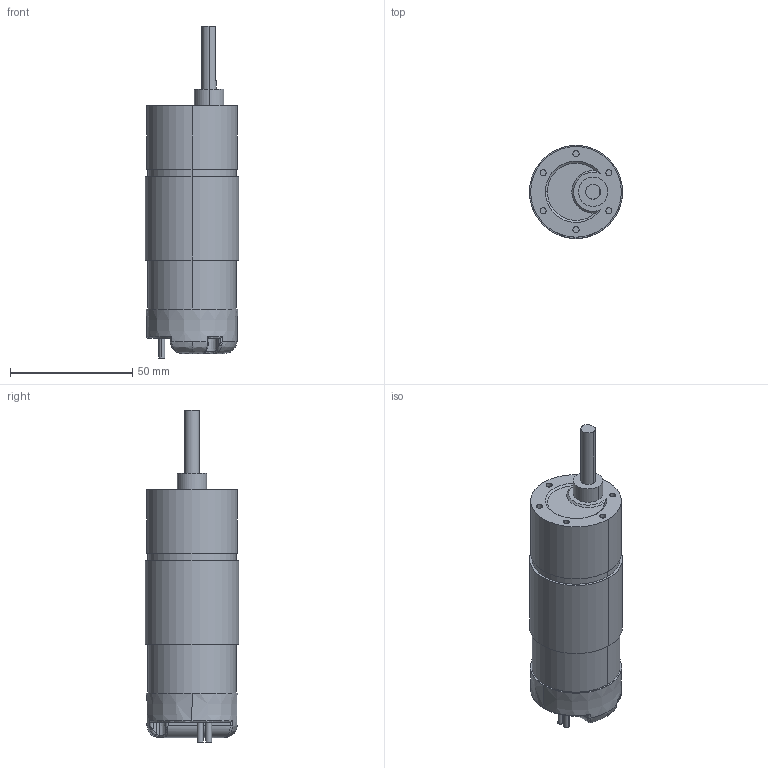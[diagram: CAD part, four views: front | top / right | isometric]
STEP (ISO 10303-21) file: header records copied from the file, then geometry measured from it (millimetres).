
FILE_DESCRIPTION (( 'STEP AP214' ), '1' );
FILE_NAME ('44260_TXM TorqueNADO DC Motor.STEP', '2018-07-31T14:08:03', ( '' ), ( '' ), 'SwSTEP 2.0', 'SolidWorks 2016', '' );
FILE_SCHEMA (( 'AUTOMOTIVE_DESIGN' ));
Length unit declared in the file: millimetre
Products named in the file (1): 44260_TXM TorqueNADO DC Motor
Bounding box: 38 x 38 x 135.53 mm (x, y, z)
Volume: 94449.5 mm3; surface area: 19223.6 mm2
Topology: 2 solids, 2 shells, 226 faces, 585 edges, 384 vertices
Faces by surface type: plane 148, cylinder 40, bspline 21, cone 17
Entity records: 10943 total; most frequent: CARTESIAN_POINT 3215, ORIENTED_EDGE 1170, DIRECTION 914, EDGE_CURVE 585, VERTEX_POINT 384, VECTOR 338, LINE 338, AXIS2_PLACEMENT_3D 288
